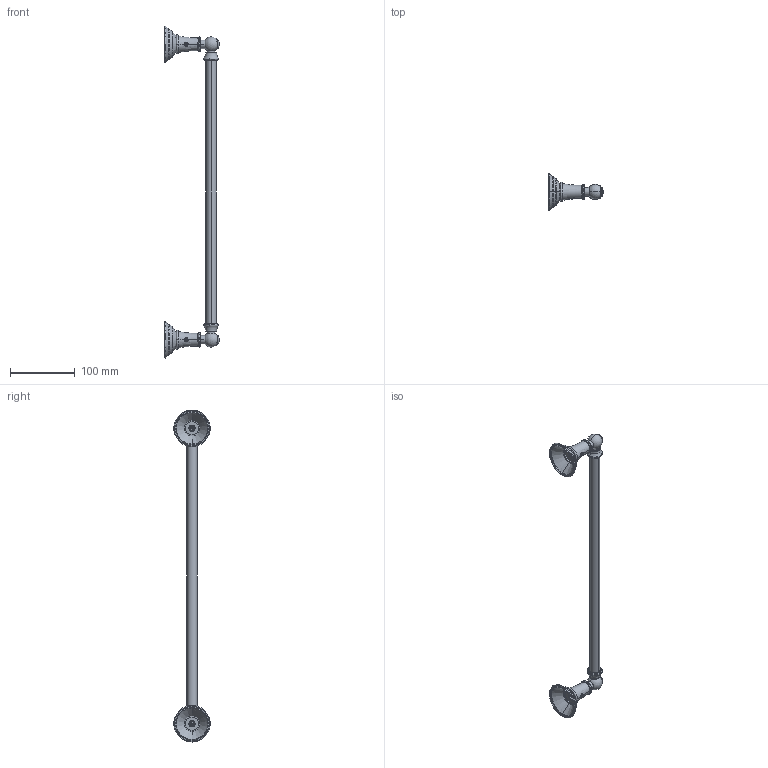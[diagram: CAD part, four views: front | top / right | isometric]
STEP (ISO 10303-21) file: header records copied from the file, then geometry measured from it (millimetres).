
FILE_DESCRIPTION((''),'2;1');
FILE_NAME('5402_ASM','2019-08-07T09:54:08',('jinson.thomas'),(''),'CREO PARAMETRIC BY PTC INC, 2018400','CREO PARAMETRIC BY PTC INC, 2018400','');
FILE_SCHEMA(('CONFIG_CONTROL_DESIGN'));
Length unit declared in the file: inch
Products named in the file (8): 11591; 2-652_ASM; 40704; 40734; 40705; 40732; 92031; 5402_ASM
Assembly tree (10 placements, depth 3):
  5402_ASM
    2-652_ASM  x2
      11591
    40704
    40734  x2
    40705
    40732
    92031  x2
Bounding box: 83.97 x 56.56 x 513.76 mm (x, y, z)
Volume: 73200.2 mm3; surface area: 73259.4 mm2
Topology: 9 solids, 9 shells, 528 faces, 1293 edges, 796 vertices
Faces by surface type: cylinder 180, cone 106, bspline 85, plane 73, torus 72, sphere 8, extrusion 4
Entity records: 23385 total; most frequent: CARTESIAN_POINT 15270, ORIENTED_EDGE 1810, DIRECTION 1407, EDGE_CURVE 905, AXIS2_PLACEMENT_3D 612, VERTEX_POINT 565, B_SPLINE_CURVE_WITH_KNOTS 424, EDGE_LOOP 400
